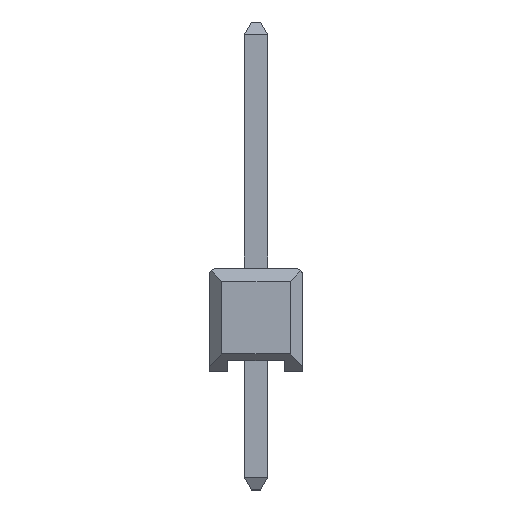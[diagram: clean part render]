
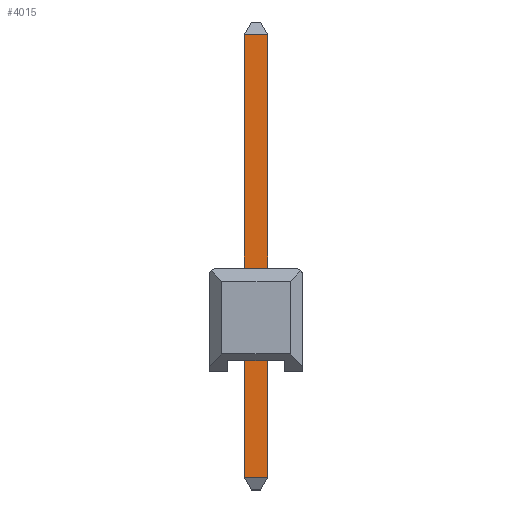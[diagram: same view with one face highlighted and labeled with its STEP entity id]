
A CAD part, left-side view. The second image highlights one B-rep face of the part: STEP entity #4015.
In plain terms, the highlighted planar face has unit normal (-1, 0, 0).
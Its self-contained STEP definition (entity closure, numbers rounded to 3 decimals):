
#317=FACE_OUTER_BOUND('',#547,.T.);
#547=EDGE_LOOP('',(#3561,#3562,#3563,#3564));
#1047=LINE('',#6458,#1563);
#1058=LINE('',#6480,#1574);
#1059=LINE('',#6482,#1575);
#1060=LINE('',#6483,#1576);
#1563=VECTOR('',#5314,1000.);
#1574=VECTOR('',#5333,1000.);
#1575=VECTOR('',#5334,1000.);
#1576=VECTOR('',#5335,1000.);
#1935=VERTEX_POINT('',#6455);
#1936=VERTEX_POINT('',#6457);
#1943=VERTEX_POINT('',#6479);
#1944=VERTEX_POINT('',#6481);
#2487=EDGE_CURVE('',#1935,#1936,#1047,.T.);
#2498=EDGE_CURVE('',#1943,#1936,#1058,.T.);
#2499=EDGE_CURVE('',#1935,#1944,#1059,.T.);
#2500=EDGE_CURVE('',#1944,#1943,#1060,.T.);
#3561=ORIENTED_EDGE('',*,*,#2498,.T.);
#3562=ORIENTED_EDGE('',*,*,#2487,.F.);
#3563=ORIENTED_EDGE('',*,*,#2499,.T.);
#3564=ORIENTED_EDGE('',*,*,#2500,.T.);
#3797=PLANE('',#4306);
#4015=ADVANCED_FACE('',(#317),#3797,.T.);
#4306=AXIS2_PLACEMENT_3D('',#6478,#5331,#5332);
#5314=DIRECTION('',(0.,0.,-1.));
#5331=DIRECTION('center_axis',(-1.,0.,
0.));
#5332=DIRECTION('ref_axis',(0.,0.,1.));
#5333=DIRECTION('',(0.,-1.,0.));
#5334=DIRECTION('',(0.,1.,0.));
#5335=DIRECTION('',(0.,0.,-1.));
#6455=CARTESIAN_POINT('',(-0.315,-0.315,9.156));
#6457=CARTESIAN_POINT('',(-0.315,-0.315,-2.86));
#6458=CARTESIAN_POINT('',(-0.315,-0.315,9.156));
#6478=CARTESIAN_POINT('Origin',(-0.315,-0.325,9.326));
#6479=CARTESIAN_POINT('',(-0.315,0.315,-2.86));
#6480=CARTESIAN_POINT('',(-0.315,-0.325,-2.86));
#6481=CARTESIAN_POINT('',(-0.315,0.315,9.156));
#6482=CARTESIAN_POINT('',(-0.315,-0.325,9.156));
#6483=CARTESIAN_POINT('',(-0.315,0.315,9.326));
